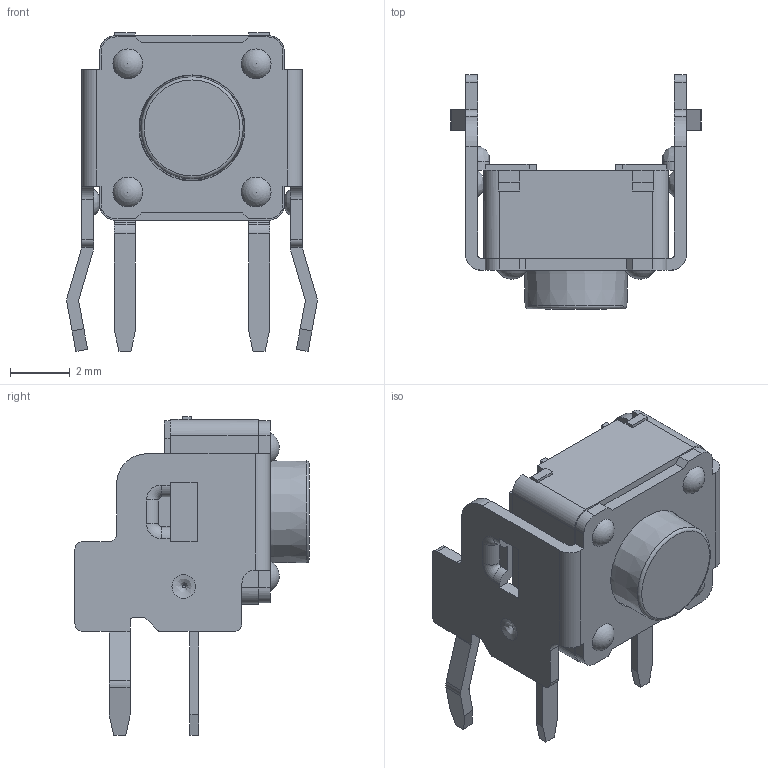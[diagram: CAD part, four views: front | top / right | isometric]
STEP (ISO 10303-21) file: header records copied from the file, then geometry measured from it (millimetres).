
FILE_DESCRIPTION( ( 'Unknown' ), '1' );
FILE_NAME( '4312x6xxx7x6.stp', 'Unknown', ( 'Unknown' ), ( 'Unknown' ), 'PSStep 13.0', 'Unknown', ' ' );
FILE_SCHEMA( ( 'AUTOMOTIVE_DESIGN { 1 0 10303 214 1 1 1 1 }' ) );
Length unit declared in the file: millimetre
Products named in the file (3): Assem1; bracket; frame
Bounding box: 8.4 x 7.85 x 10.7 mm (x, y, z)
Volume: 337.6 mm3; surface area: 853.3 mm2
Topology: 4 solids, 4 shells, 554 faces, 1542 edges, 1020 vertices
Faces by surface type: plane 384, cylinder 134, bspline 16, torus 10, sphere 8, cone 2
Full cylindrical faces by diameter (mm): 0.8 x8, 0.85 x8, 3.55 x2
Entity records: 11048 total; most frequent: CARTESIAN_POINT 1684, ORIENTED_EDGE 1478, DIRECTION 1452, EDGE_CURVE 739, LINE 570, VECTOR 570, VERTEX_POINT 497, AXIS2_PLACEMENT_3D 441
